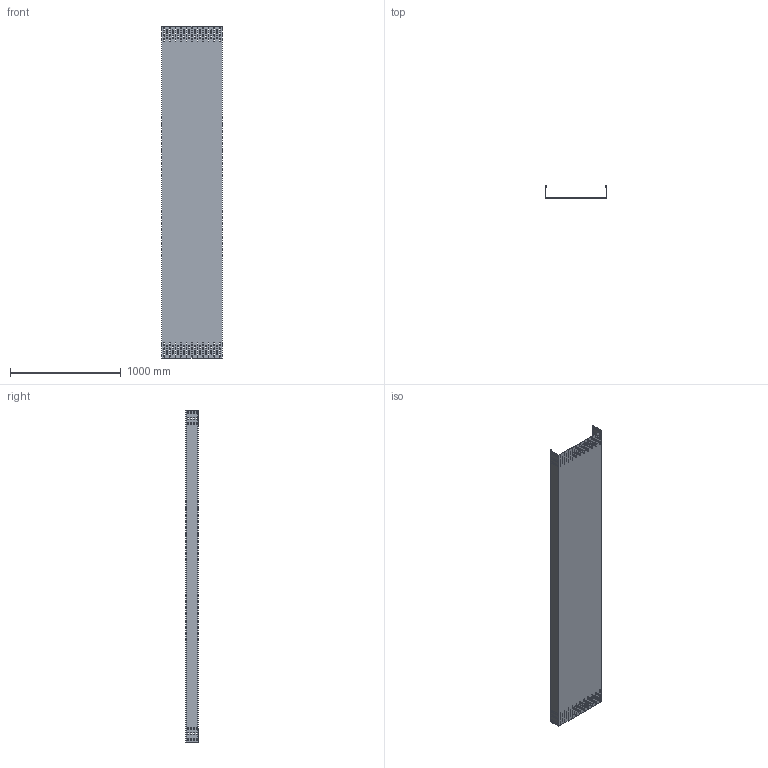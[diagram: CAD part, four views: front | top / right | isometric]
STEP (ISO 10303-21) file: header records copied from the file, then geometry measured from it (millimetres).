
FILE_DESCRIPTION((''),'2;1');
FILE_NAME('6060528','2012-10-26T',('AndreasKeweloh'),(''),'PRO/ENGINEER BY PARAMETRIC TECHNOLOGY CORPORATION, 2012230','PRO/ENGINEER BY PARAMETRIC TECHNOLOGY CORPORATION, 2012230','');
FILE_SCHEMA(('CONFIG_CONTROL_DESIGN'));
Length unit declared in the file: millimetre
Products named in the file (1): 6060528
Bounding box: 550 x 110 x 3000 mm (x, y, z)
Volume: 2356243.9 mm3; surface area: 4730012.4 mm2
Topology: 1 solids, 1 shells, 634 faces, 1896 edges, 1264 vertices
Faces by surface type: plane 318, cylinder 316
Entity records: 22166 total; most frequent: DIRECTION 3796, CARTESIAN_POINT 3794, ORIENTED_EDGE 3792, EDGE_CURVE 1896, AXIS2_PLACEMENT_3D 1266, VECTOR 1264, LINE 1264, VERTEX_POINT 1264
